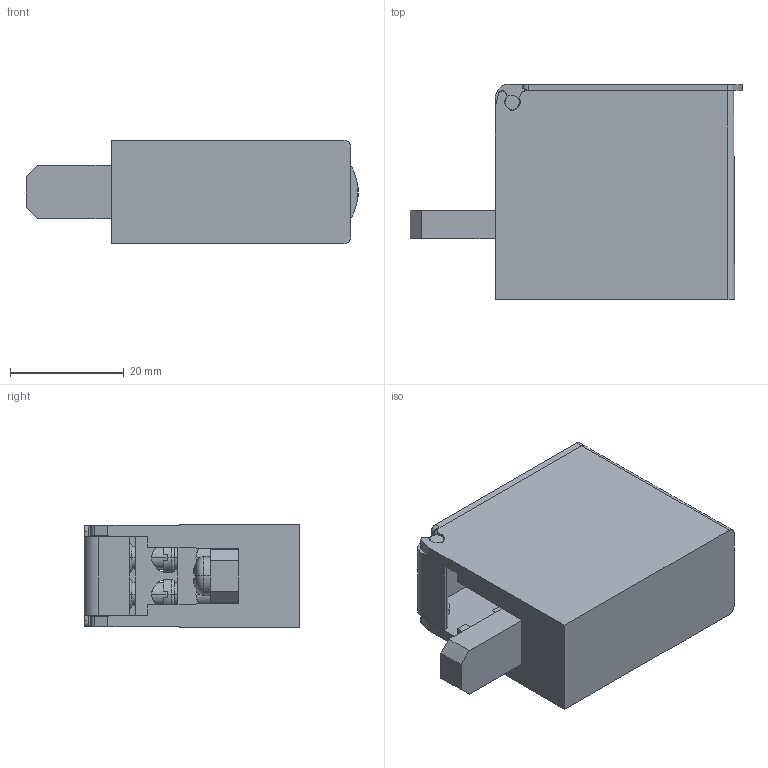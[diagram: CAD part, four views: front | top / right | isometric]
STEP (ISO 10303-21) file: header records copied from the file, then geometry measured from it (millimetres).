
FILE_DESCRIPTION((''),'2;1');
FILE_NAME('5YB576607_ASM','2023-12-04T',('dell'),(''),'PRO/ENGINEER BY PARAMETRIC TECHNOLOGY CORPORATION, 2013230','PRO/ENGINEER BY PARAMETRIC TECHNOLOGY CORPORATION, 2013230','');
FILE_SCHEMA(('AUTOMOTIVE_DESIGN { 1 0 10303 214 1 1 1 1 }'));
Length unit declared in the file: millimetre
Products named in the file (1): 5YB576607_ASM
Bounding box: 58.47 x 38 x 18.19 mm (x, y, z)
Volume: 19351 mm3; surface area: 12854.1 mm2
Topology: 1 solids, 2 shells, 313 faces, 908 edges, 586 vertices
Faces by surface type: plane 163, cylinder 107, cone 23, torus 10, sphere 10
Entity records: 12199 total; most frequent: CARTESIAN_POINT 2746, ORIENTED_EDGE 1796, DIRECTION 1657, EDGE_CURVE 898, VERTEX_POINT 586, AXIS2_PLACEMENT_3D 577, VECTOR 503, LINE 503
